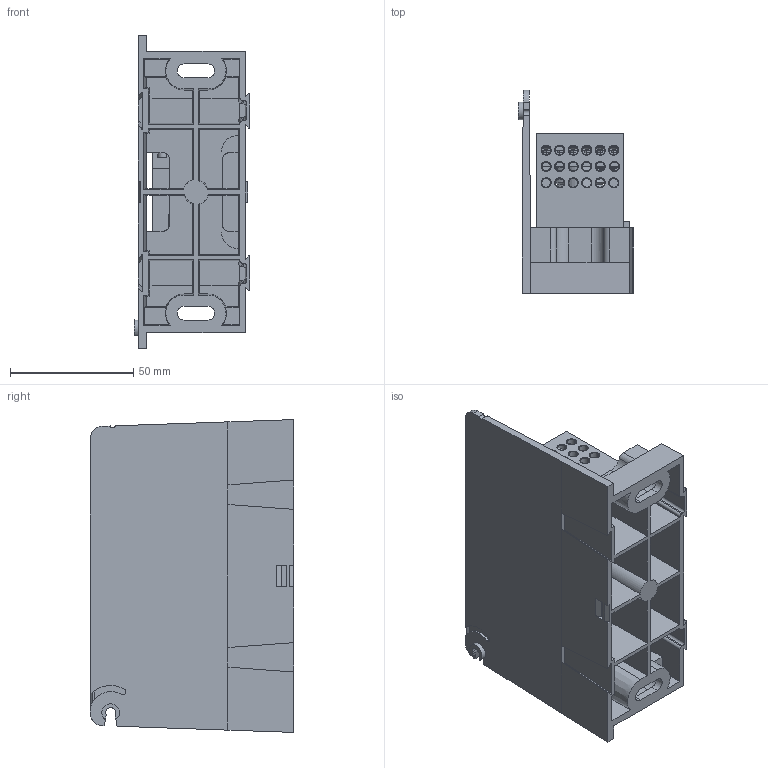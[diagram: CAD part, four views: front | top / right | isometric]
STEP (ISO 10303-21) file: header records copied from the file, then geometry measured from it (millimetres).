
FILE_DESCRIPTION (( 'STEP AP214' ), '1' );
FILE_NAME ('701930rev-ADDER.STEP', '2015-06-24T17:45:42', ( '' ), ( '' ), 'SwSTEP 2.0', 'SolidWorks 2014', '' );
FILE_SCHEMA (( 'AUTOMOTIVE_DESIGN' ));
Length unit declared in the file: inch
Products named in the file (1): 701930rev-ADDER
Bounding box: 46.93 x 82.55 x 127.01 mm (x, y, z)
Surface area: 63997.1 mm2 (no closed solid volume)
Topology: 0 solids, 31 shells, 592 faces, 1898 edges, 1218 vertices
Faces by surface type: cone 232, plane 230, cylinder 125, bspline 5
Entity records: 26277 total; most frequent: CARTESIAN_POINT 10700, ORIENTED_EDGE 3098, DIRECTION 3035, EDGE_CURVE 1860, VERTEX_POINT 1218, AXIS2_PLACEMENT_3D 1064, LINE 907, VECTOR 907
